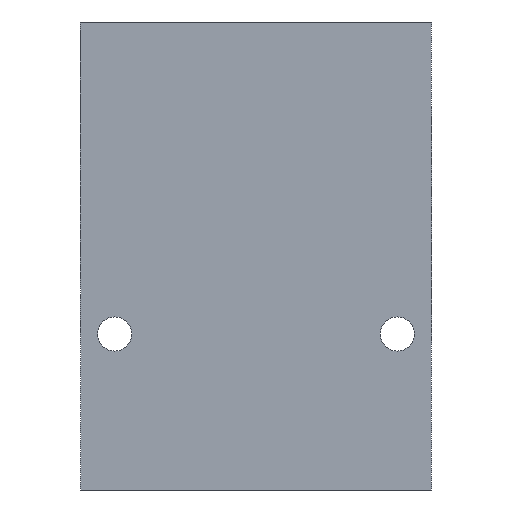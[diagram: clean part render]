
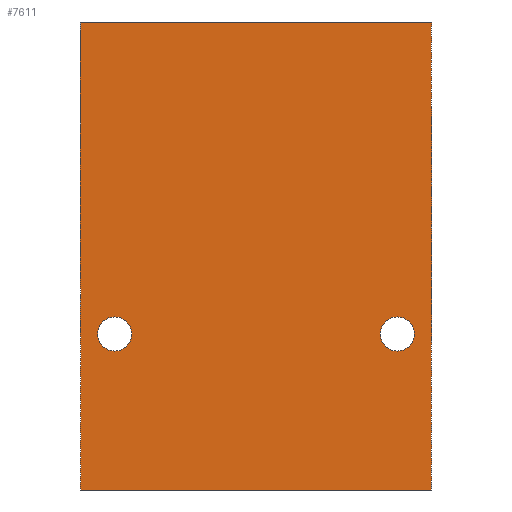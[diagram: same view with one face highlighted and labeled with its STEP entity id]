
A CAD part, front view. The second image highlights one B-rep face of the part: STEP entity #7611.
In plain terms, the highlighted planar face has unit normal (0, -1, 0).
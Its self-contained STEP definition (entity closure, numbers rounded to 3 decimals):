
#25=CIRCLE('',#7877,2.781);
#26=CIRCLE('',#7878,2.781);
#28=CIRCLE('',#7881,2.781);
#29=CIRCLE('',#7882,2.781);
#141=FACE_BOUND('',#1219,.T.);
#142=FACE_BOUND('',#1220,.T.);
#803=FACE_OUTER_BOUND('',#1218,.T.);
#1218=EDGE_LOOP('',(#6611,#6612,#6613,#6614));
#1219=EDGE_LOOP('',(#6615,#6616));
#1220=EDGE_LOOP('',(#6617,#6618));
#1543=LINE('',#11324,#2333);
#2009=LINE('',#12852,#2799);
#2014=LINE('',#12861,#2804);
#2015=LINE('',#12862,#2805);
#2333=VECTOR('',#8481,10.);
#2799=VECTOR('',#9453,10.);
#2804=VECTOR('',#9464,10.);
#2805=VECTOR('',#9465,10.);
#3110=VERTEX_POINT('',#11317);
#3113=VERTEX_POINT('',#11322);
#3432=VERTEX_POINT('',#12557);
#3433=VERTEX_POINT('',#12558);
#3435=VERTEX_POINT('',#12565);
#3436=VERTEX_POINT('',#12566);
#3504=VERTEX_POINT('',#12849);
#3505=VERTEX_POINT('',#12851);
#3966=EDGE_CURVE('',#3110,#3113,#1543,.T.);
#4444=EDGE_CURVE('',#3432,#3433,#25,.T.);
#4445=EDGE_CURVE('',#3433,#3432,#26,.T.);
#4448=EDGE_CURVE('',#3435,#3436,#28,.T.);
#4449=EDGE_CURVE('',#3436,#3435,#29,.T.);
#4545=EDGE_CURVE('',#3504,#3505,#2009,.T.);
#4550=EDGE_CURVE('',#3504,#3110,#2014,.T.);
#4551=EDGE_CURVE('',#3505,#3113,#2015,.T.);
#6611=ORIENTED_EDGE('',*,*,#4550,.T.);
#6612=ORIENTED_EDGE('',*,*,#3966,.T.);
#6613=ORIENTED_EDGE('',*,*,#4551,.F.);
#6614=ORIENTED_EDGE('',*,*,#4545,.F.);
#6615=ORIENTED_EDGE('',*,*,#4444,.T.);
#6616=ORIENTED_EDGE('',*,*,#4445,.T.);
#6617=ORIENTED_EDGE('',*,*,#4448,.T.);
#6618=ORIENTED_EDGE('',*,*,#4449,.T.);
#6900=PLANE('',#7975);
#7611=ADVANCED_FACE('',(#803,#141,#142),#6900,.T.);
#7877=AXIS2_PLACEMENT_3D('',#12559,#9233,#9234);
#7878=AXIS2_PLACEMENT_3D('',#12560,#9235,#9236);
#7881=AXIS2_PLACEMENT_3D('',#12567,#9242,#9243);
#7882=AXIS2_PLACEMENT_3D('',#12568,#9244,#9245);
#7975=AXIS2_PLACEMENT_3D('',#12860,#9462,#9463);
#8481=DIRECTION('',(0.,0.,1.));
#9233=DIRECTION('center_axis',(0.,1.,0.));
#9234=DIRECTION('ref_axis',(1.,0.,0.));
#9235=DIRECTION('center_axis',(0.,1.,0.));
#9236=DIRECTION('ref_axis',(1.,0.,0.));
#9242=DIRECTION('center_axis',(0.,1.,0.));
#9243=DIRECTION('ref_axis',(1.,0.,0.));
#9244=DIRECTION('center_axis',(0.,1.,0.));
#9245=DIRECTION('ref_axis',(1.,0.,0.));
#9453=DIRECTION('',(0.,0.,1.));
#9462=DIRECTION('center_axis',(0.,-1.,0.));
#9463=DIRECTION('ref_axis',(1.,0.,0.));
#9464=DIRECTION('',(1.,0.,0.));
#9465=DIRECTION('',(1.,0.,0.));
#11317=CARTESIAN_POINT('',(57.15,0.,0.));
#11322=CARTESIAN_POINT('',(57.15,0.,76.2));
#11324=CARTESIAN_POINT('',(57.15,0.,0.));
#12557=CARTESIAN_POINT('',(54.369,0.,25.4));
#12558=CARTESIAN_POINT('',(48.806,0.,25.4));
#12559=CARTESIAN_POINT('Origin',(51.587,0.,25.4));
#12560=CARTESIAN_POINT('Origin',(51.587,0.,25.4));
#12565=CARTESIAN_POINT('',(8.344,0.,25.4));
#12566=CARTESIAN_POINT('',(2.781,0.,25.4));
#12567=CARTESIAN_POINT('Origin',(5.563,0.,25.4));
#12568=CARTESIAN_POINT('Origin',(5.563,0.,25.4));
#12849=CARTESIAN_POINT('',(0.,0.,0.));
#12851=CARTESIAN_POINT('',(0.,0.,76.2));
#12852=CARTESIAN_POINT('',(0.,0.,0.));
#12860=CARTESIAN_POINT('Origin',(0.,0.,0.));
#12861=CARTESIAN_POINT('',(0.,0.,0.));
#12862=CARTESIAN_POINT('',(0.,0.,76.2));
